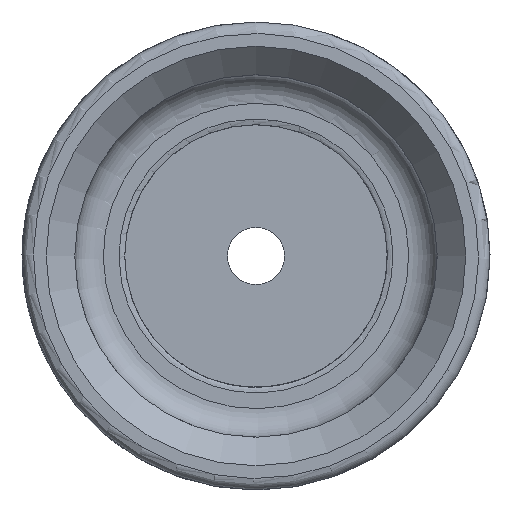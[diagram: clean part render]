
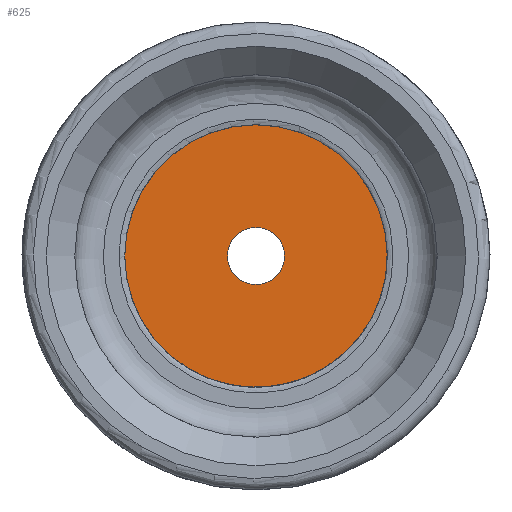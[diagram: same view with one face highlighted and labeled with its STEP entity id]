
A CAD part, front view. The second image highlights one B-rep face of the part: STEP entity #625.
In plain terms, the highlighted planar face has unit normal (0, -1, 0).
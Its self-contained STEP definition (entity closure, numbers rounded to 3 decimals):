
#40=FACE_BOUND('',#131,.T.);
#48=PLANE('',#711);
#85=FACE_OUTER_BOUND('',#130,.T.);
#130=EDGE_LOOP('',(#467));
#131=EDGE_LOOP('',(#468));
#228=CIRCLE('',#710,2.3);
#229=CIRCLE('',#712,0.5);
#281=VERTEX_POINT('',#1050);
#282=VERTEX_POINT('',#1054);
#348=EDGE_CURVE('',#281,#281,#228,.T.);
#350=EDGE_CURVE('',#282,#282,#229,.T.);
#467=ORIENTED_EDGE('',*,*,#348,.T.);
#468=ORIENTED_EDGE('',*,*,#350,.T.);
#625=ADVANCED_FACE('',(#85,#40),#48,.T.);
#710=AXIS2_PLACEMENT_3D('',#1051,#845,#846);
#711=AXIS2_PLACEMENT_3D('',#1053,#848,#849);
#712=AXIS2_PLACEMENT_3D('',#1055,#850,#851);
#845=DIRECTION('center_axis',(0.,-1.,0.));
#846=DIRECTION('ref_axis',(1.,0.,0.));
#848=DIRECTION('center_axis',(0.,-1.,0.));
#849=DIRECTION('ref_axis',(1.,0.,0.));
#850=DIRECTION('center_axis',(0.,1.,0.));
#851=DIRECTION('ref_axis',(1.,0.,0.));
#1050=CARTESIAN_POINT('',(-2.3,4.9,0.));
#1051=CARTESIAN_POINT('Origin',(0.,4.9,0.));
#1053=CARTESIAN_POINT('Origin',(0.,4.9,0.));
#1054=CARTESIAN_POINT('',(-0.5,4.9,0.));
#1055=CARTESIAN_POINT('Origin',(0.,4.9,0.));
